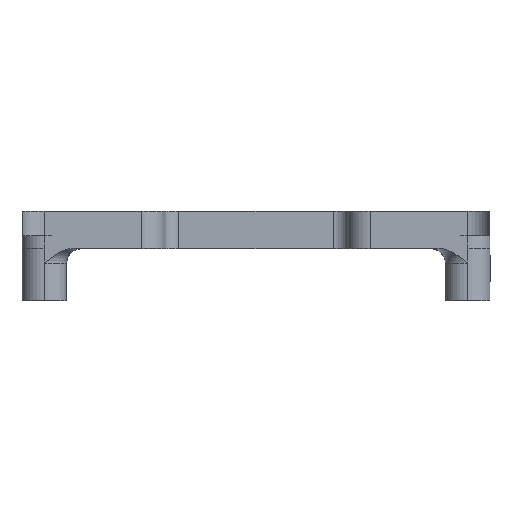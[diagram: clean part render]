
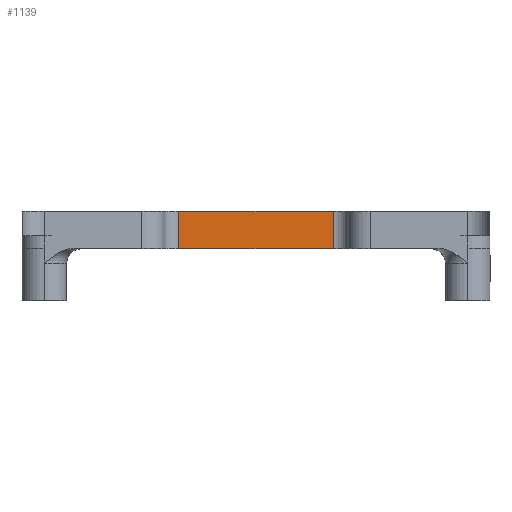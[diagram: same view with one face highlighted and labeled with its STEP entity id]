
A CAD part, top view. The second image highlights one B-rep face of the part: STEP entity #1139.
In plain terms, the highlighted planar face has unit normal (0, 0, 1).
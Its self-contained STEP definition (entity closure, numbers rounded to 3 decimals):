
#367 = FACE_OUTER_BOUND ( 'NONE', #615, .T. ) ;
#615 = EDGE_LOOP ( 'NONE', ( #3243, #7424, #6793, #2429 ) ) ;
#1139 = ADVANCED_FACE ( 'NONE', ( #367 ), #6147, .T. ) ;
#1345 = CARTESIAN_POINT ( 'NONE',  ( 10.4, 5., -3.8 ) ) ;
#1383 = CARTESIAN_POINT ( 'NONE',  ( 10.4, 5., -3.8 ) ) ;
#1428 = CARTESIAN_POINT ( 'NONE',  ( 0., 5., -3.8 ) ) ;
#1870 = DIRECTION ( 'NONE',  ( 0., 0., 1. ) ) ;
#2109 = DIRECTION ( 'NONE',  ( 0., 1., 0. ) ) ;
#2197 = CARTESIAN_POINT ( 'NONE',  ( -10.4, 0., -3.8 ) ) ;
#2254 = EDGE_CURVE ( 'NONE', #4853, #6763, #5046, .T. ) ;
#2334 = CARTESIAN_POINT ( 'NONE',  ( 10.4, 0., -3.8 ) ) ;
#2395 = EDGE_CURVE ( 'NONE', #6426, #2575, #9064, .T. ) ;
#2429 = ORIENTED_EDGE ( 'NONE', *, *, #4900, .T. ) ;
#2550 = CARTESIAN_POINT ( 'NONE',  ( 12.4, 5., -3.8 ) ) ;
#2575 = VERTEX_POINT ( 'NONE', #5022 ) ;
#2868 = LINE ( 'NONE', #2197, #6868 ) ;
#3243 = ORIENTED_EDGE ( 'NONE', *, *, #2395, .F. ) ;
#3257 = VECTOR ( 'NONE', #2109, 1000. ) ;
#4562 = CARTESIAN_POINT ( 'NONE',  ( -10.4, 5., -3.8 ) ) ;
#4612 = CARTESIAN_POINT ( 'NONE',  ( 12.4, 0., -3.8 ) ) ;
#4853 = VERTEX_POINT ( 'NONE', #1383 ) ;
#4900 = EDGE_CURVE ( 'NONE', #6763, #2575, #2868, .T. ) ;
#4972 = LINE ( 'NONE', #1345, #3257 ) ;
#5022 = CARTESIAN_POINT ( 'NONE',  ( -10.4, 0., -3.8 ) ) ;
#5045 = VECTOR ( 'NONE', #5413, 1000. ) ;
#5046 = LINE ( 'NONE', #1428, #6109 ) ;
#5413 = DIRECTION ( 'NONE',  ( -1., 0., 0. ) ) ;
#6096 = DIRECTION ( 'NONE',  ( 1., 0., 0. ) ) ;
#6109 = VECTOR ( 'NONE', #8606, 1000. ) ;
#6147 = PLANE ( 'NONE',  #7217 ) ;
#6426 = VERTEX_POINT ( 'NONE', #2334 ) ;
#6763 = VERTEX_POINT ( 'NONE', #4562 ) ;
#6793 = ORIENTED_EDGE ( 'NONE', *, *, #2254, .T. ) ;
#6868 = VECTOR ( 'NONE', #8700, 1000. ) ;
#7217 = AXIS2_PLACEMENT_3D ( 'NONE', #2550, #1870, #6096 ) ;
#7270 = EDGE_CURVE ( 'NONE', #6426, #4853, #4972, .T. ) ;
#7424 = ORIENTED_EDGE ( 'NONE', *, *, #7270, .T. ) ;
#8606 = DIRECTION ( 'NONE',  ( -1., 0., 0. ) ) ;
#8700 = DIRECTION ( 'NONE',  ( 0., -1., 0. ) ) ;
#9064 = LINE ( 'NONE', #4612, #5045 ) ;
